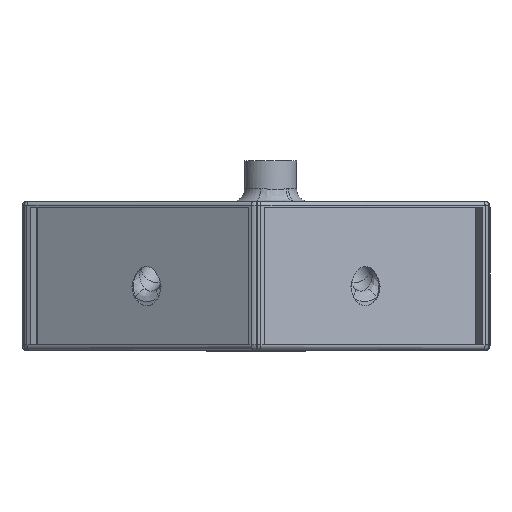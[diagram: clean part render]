
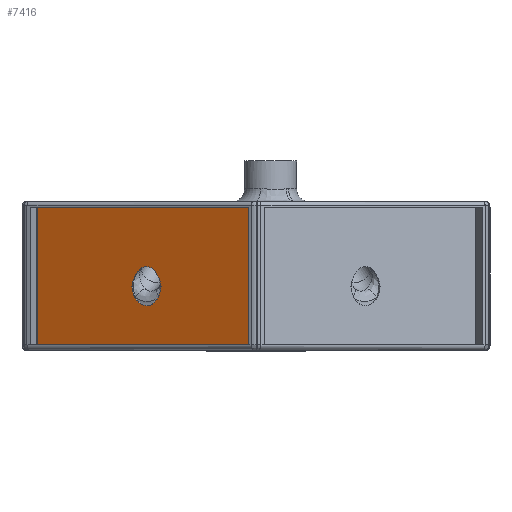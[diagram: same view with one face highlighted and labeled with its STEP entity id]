
A CAD part, top view. The second image highlights one B-rep face of the part: STEP entity #7416.
In plain terms, the highlighted planar face has unit normal (-0.5, 0, 0.866).
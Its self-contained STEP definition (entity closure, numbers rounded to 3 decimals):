
#65=ELLIPSE('',#7987,5.444,4.52);
#66=ELLIPSE('',#7988,5.444,4.52);
#67=ELLIPSE('',#7989,5.444,4.52);
#162=LINE('',#15755,#407);
#163=LINE('',#15757,#408);
#164=LINE('',#15759,#409);
#165=LINE('',#15760,#410);
#407=VECTOR('',#9080,10.);
#408=VECTOR('',#9081,10.);
#409=VECTOR('',#9082,10.);
#410=VECTOR('',#9083,10.);
#963=B_SPLINE_CURVE_WITH_KNOTS('',3,(#14964,#14965,#14966,#14967,#14968,
#14969,#14970,#14971),.UNSPECIFIED.,.F.,.F.,(4,2,2,4),(0.705,
0.795,0.927,1.054),.UNSPECIFIED.);
#968=B_SPLINE_CURVE_WITH_KNOTS('',3,(#14998,#14999,#15000,#15001,#15002,
#15003,#15004,#15005),.UNSPECIFIED.,.F.,.F.,(4,2,2,4),(1.054,
1.181,1.314,1.404),.UNSPECIFIED.);
#1367=FACE_BOUND('',#2138,.T.);
#1395=PLANE('',#7986);
#1638=FACE_OUTER_BOUND('',#2137,.T.);
#2137=EDGE_LOOP('',(#5742,#5743,#5744,#5745));
#2138=EDGE_LOOP('',(#5746,#5747,#5748,#5749,#5750));
#3180=VERTEX_POINT('',#14961);
#3181=VERTEX_POINT('',#14963);
#3184=VERTEX_POINT('',#14993);
#3242=VERTEX_POINT('',#15753);
#3243=VERTEX_POINT('',#15754);
#3244=VERTEX_POINT('',#15756);
#3245=VERTEX_POINT('',#15758);
#3246=VERTEX_POINT('',#15761);
#3247=VERTEX_POINT('',#15763);
#4075=EDGE_CURVE('',#3181,#3180,#963,.T.);
#4080=EDGE_CURVE('',#3180,#3184,#968,.T.);
#4160=EDGE_CURVE('',#3242,#3243,#162,.T.);
#4161=EDGE_CURVE('',#3244,#3242,#163,.T.);
#4162=EDGE_CURVE('',#3245,#3244,#164,.T.);
#4163=EDGE_CURVE('',#3243,#3245,#165,.T.);
#4164=EDGE_CURVE('',#3184,#3246,#65,.T.);
#4165=EDGE_CURVE('',#3247,#3246,#66,.T.);
#4166=EDGE_CURVE('',#3247,#3181,#67,.T.);
#5742=ORIENTED_EDGE('',*,*,#4160,.F.);
#5743=ORIENTED_EDGE('',*,*,#4161,.F.);
#5744=ORIENTED_EDGE('',*,*,#4162,.F.);
#5745=ORIENTED_EDGE('',*,*,#4163,.F.);
#5746=ORIENTED_EDGE('',*,*,#4075,.T.);
#5747=ORIENTED_EDGE('',*,*,#4080,.T.);
#5748=ORIENTED_EDGE('',*,*,#4164,.T.);
#5749=ORIENTED_EDGE('',*,*,#4165,.F.);
#5750=ORIENTED_EDGE('',*,*,#4166,.T.);
#7416=ADVANCED_FACE('',(#1638,#1367),#1395,.T.);
#7986=AXIS2_PLACEMENT_3D('',#15752,#9078,#9079);
#7987=AXIS2_PLACEMENT_3D('',#15762,#9084,#9085);
#7988=AXIS2_PLACEMENT_3D('',#15764,#9086,#9087);
#7989=AXIS2_PLACEMENT_3D('',#15765,#9088,#9089);
#9078=DIRECTION('center_axis',(-0.5,0.,
0.866));
#9079=DIRECTION('ref_axis',(0.,1.,0.));
#9080=DIRECTION('',(0.866,0.,0.5));
#9081=DIRECTION('',(0.,1.,0.));
#9082=DIRECTION('',(-0.866,0.,-0.5));
#9083=DIRECTION('',(0.,-1.,0.));
#9084=DIRECTION('center_axis',(0.5,0.,-0.866));
#9085=DIRECTION('ref_axis',(0.,-1.,0.));
#9086=DIRECTION('center_axis',(-0.5,0.,
0.866));
#9087=DIRECTION('ref_axis',(0.,-1.,0.));
#9088=DIRECTION('center_axis',(0.5,0.,-0.866));
#9089=DIRECTION('ref_axis',(0.,-1.,0.));
#14961=CARTESIAN_POINT('',(-29.494,36.496,51.085));
#14963=CARTESIAN_POINT('',(-32.111,34.649,49.575));
#14964=CARTESIAN_POINT('Ctrl Pts',(-32.111,34.649,49.575));
#14965=CARTESIAN_POINT('Ctrl Pts',(-31.974,34.932,49.654));
#14966=CARTESIAN_POINT('Ctrl Pts',(-31.797,35.204,49.756));
#14967=CARTESIAN_POINT('Ctrl Pts',(-31.351,35.739,50.013));
#14968=CARTESIAN_POINT('Ctrl Pts',(-30.977,36.045,50.229));
#14969=CARTESIAN_POINT('Ctrl Pts',(-30.29,36.39,50.626));
#14970=CARTESIAN_POINT('Ctrl Pts',(-29.86,36.496,50.874));
#14971=CARTESIAN_POINT('Ctrl Pts',(-29.494,36.496,51.085));
#14993=CARTESIAN_POINT('',(-26.877,34.649,52.596));
#14998=CARTESIAN_POINT('Ctrl Pts',(-29.494,36.496,51.085));
#14999=CARTESIAN_POINT('Ctrl Pts',(-29.128,36.496,51.297));
#15000=CARTESIAN_POINT('Ctrl Pts',(-28.698,36.39,51.545));
#15001=CARTESIAN_POINT('Ctrl Pts',(-28.011,36.045,51.941));
#15002=CARTESIAN_POINT('Ctrl Pts',(-27.637,35.739,52.158));
#15003=CARTESIAN_POINT('Ctrl Pts',(-27.192,35.204,52.415));
#15004=CARTESIAN_POINT('Ctrl Pts',(-27.015,34.932,52.517));
#15005=CARTESIAN_POINT('Ctrl Pts',(-26.877,34.649,52.596));
#15752=CARTESIAN_POINT('Origin',(-29.376,33.964,51.154));
#15753=CARTESIAN_POINT('',(-58.821,52.464,34.154));
#15754=CARTESIAN_POINT('',(0.069,52.464,68.154));
#15755=CARTESIAN_POINT('',(-58.821,52.464,34.154));
#15756=CARTESIAN_POINT('',(-58.821,15.464,34.154));
#15757=CARTESIAN_POINT('',(-58.821,15.464,34.154));
#15758=CARTESIAN_POINT('',(0.069,15.464,68.154));
#15759=CARTESIAN_POINT('',(0.069,15.464,68.154));
#15760=CARTESIAN_POINT('',(0.069,52.464,68.154));
#15761=CARTESIAN_POINT('',(-25.591,31.011,53.339));
#15762=CARTESIAN_POINT('Origin',(-29.494,30.6,51.085));
#15763=CARTESIAN_POINT('',(-33.397,31.011,48.832));
#15764=CARTESIAN_POINT('Origin',(-29.494,31.421,51.085));
#15765=CARTESIAN_POINT('Origin',(-29.494,30.6,51.085));
